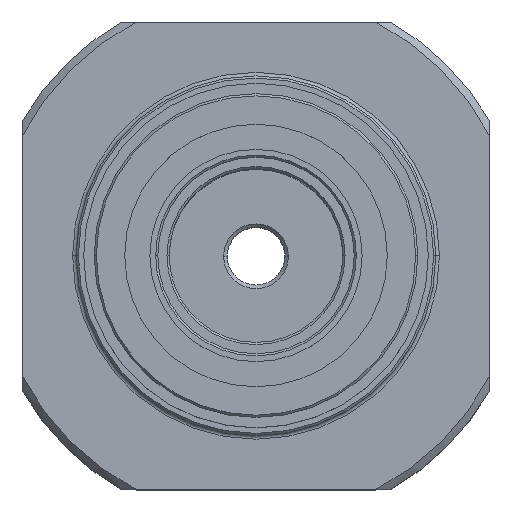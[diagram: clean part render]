
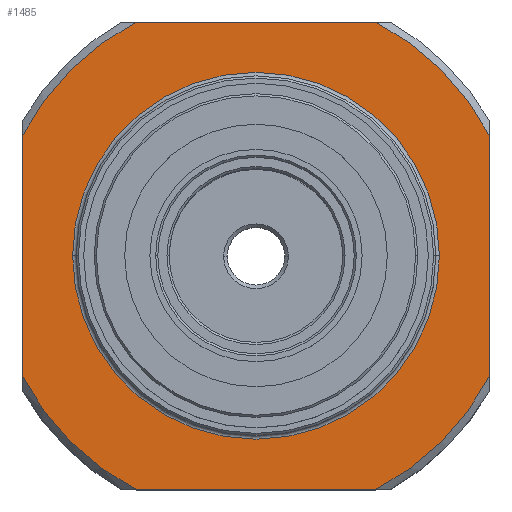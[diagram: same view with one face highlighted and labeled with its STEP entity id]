
A CAD part, top view. The second image highlights one B-rep face of the part: STEP entity #1485.
In plain terms, the highlighted planar face has unit normal (0, 0, 1).
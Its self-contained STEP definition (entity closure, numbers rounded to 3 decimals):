
#414=CARTESIAN_POINT('Vertex',(25.5,0.,71.)) ;
#417=CARTESIAN_POINT('Axis2P3D Location',(0.,0.,71.)) ;
#421=CARTESIAN_POINT('Vertex',(-25.5,0.,71.)) ;
#446=CARTESIAN_POINT('Axis2P3D Location',(0.,0.,71.)) ;
#1201=CARTESIAN_POINT('Axis2P3D Location',(0.,0.,71.)) ;
#1205=CARTESIAN_POINT('Vertex',(-32.5,-16.613,71.)) ;
#1207=CARTESIAN_POINT('Vertex',(-16.613,-32.5,71.)) ;
#1260=CARTESIAN_POINT('Line Origine',(0.,-32.5,71.)) ;
#1264=CARTESIAN_POINT('Vertex',(16.613,-32.5,71.)) ;
#1295=CARTESIAN_POINT('Axis2P3D Location',(0.,0.,71.)) ;
#1299=CARTESIAN_POINT('Vertex',(32.5,-16.613,71.)) ;
#1346=CARTESIAN_POINT('Line Origine',(32.5,0.,71.)) ;
#1350=CARTESIAN_POINT('Vertex',(32.5,16.613,71.)) ;
#1377=CARTESIAN_POINT('Axis2P3D Location',(0.,0.,71.)) ;
#1381=CARTESIAN_POINT('Vertex',(16.613,32.5,71.)) ;
#1428=CARTESIAN_POINT('Line Origine',(-32.5,0.,71.)) ;
#1432=CARTESIAN_POINT('Vertex',(-32.5,16.613,71.)) ;
#1454=CARTESIAN_POINT('Axis2P3D Location',(0.,0.,71.)) ;
#1459=CARTESIAN_POINT('Line Origine',(0.,32.5,71.)) ;
#1463=CARTESIAN_POINT('Vertex',(-16.613,32.5,71.)) ;
#1466=CARTESIAN_POINT('Axis2P3D Location',(0.,0.,71.)) ;
#1262=VECTOR('Line Direction',#1261,1.) ;
#1348=VECTOR('Line Direction',#1347,1.) ;
#1430=VECTOR('Line Direction',#1429,1.) ;
#1461=VECTOR('Line Direction',#1460,1.) ;
#418=DIRECTION('Axis2P3D Direction',(-0.,0.,1.)) ;
#447=DIRECTION('Axis2P3D Direction',(0.,-0.,1.)) ;
#1202=DIRECTION('Axis2P3D Direction',(0.,0.,1.)) ;
#1261=DIRECTION('Vector Direction',(-1.,0.,0.)) ;
#1296=DIRECTION('Axis2P3D Direction',(0.,0.,1.)) ;
#1347=DIRECTION('Vector Direction',(0.,-1.,0.)) ;
#1378=DIRECTION('Axis2P3D Direction',(-0.,0.,1.)) ;
#1429=DIRECTION('Vector Direction',(0.,1.,0.)) ;
#1455=DIRECTION('Axis2P3D Direction',(0.,0.,1.)) ;
#1456=DIRECTION('Axis2P3D XDirection',(1.,0.,0.)) ;
#1460=DIRECTION('Vector Direction',(1.,0.,0.)) ;
#1467=DIRECTION('Axis2P3D Direction',(0.,0.,1.)) ;
#419=AXIS2_PLACEMENT_3D('Circle Axis2P3D',#417,#418,$) ;
#448=AXIS2_PLACEMENT_3D('Circle Axis2P3D',#446,#447,$) ;
#1203=AXIS2_PLACEMENT_3D('Circle Axis2P3D',#1201,#1202,$) ;
#1297=AXIS2_PLACEMENT_3D('Circle Axis2P3D',#1295,#1296,$) ;
#1379=AXIS2_PLACEMENT_3D('Circle Axis2P3D',#1377,#1378,$) ;
#1457=AXIS2_PLACEMENT_3D('Plane Axis2P3D',#1454,#1455,#1456) ;
#1468=AXIS2_PLACEMENT_3D('Circle Axis2P3D',#1466,#1467,$) ;
#1263=LINE('Line',#1260,#1262) ;
#1349=LINE('Line',#1346,#1348) ;
#1431=LINE('Line',#1428,#1430) ;
#1462=LINE('Line',#1459,#1461) ;
#420=CIRCLE('generated circle',#419,25.5) ;
#449=CIRCLE('generated circle',#448,25.5) ;
#1204=CIRCLE('generated circle',#1203,36.5) ;
#1298=CIRCLE('generated circle',#1297,36.5) ;
#1380=CIRCLE('generated circle',#1379,36.5) ;
#1469=CIRCLE('generated circle',#1468,36.5) ;
#1458=PLANE('',#1457) ;
#1484=FACE_BOUND('',#1481,.T.) ;
#423=EDGE_CURVE('',#422,#415,#420,.F.) ;
#450=EDGE_CURVE('',#415,#422,#449,.F.) ;
#1209=EDGE_CURVE('',#1206,#1208,#1204,.T.) ;
#1266=EDGE_CURVE('',#1265,#1208,#1263,.T.) ;
#1301=EDGE_CURVE('',#1265,#1300,#1298,.T.) ;
#1352=EDGE_CURVE('',#1351,#1300,#1349,.T.) ;
#1383=EDGE_CURVE('',#1351,#1382,#1380,.T.) ;
#1434=EDGE_CURVE('',#1206,#1433,#1431,.T.) ;
#1465=EDGE_CURVE('',#1464,#1382,#1462,.T.) ;
#1470=EDGE_CURVE('',#1464,#1433,#1469,.T.) ;
#1471=EDGE_LOOP('',(#1472,#1473,#1474,#1475,#1476,#1477,#1478,#1479)) ;
#1481=EDGE_LOOP('',(#1482,#1483)) ;
#1472=ORIENTED_EDGE('',*,*,#1434,.F.) ;
#1473=ORIENTED_EDGE('',*,*,#1209,.T.) ;
#1474=ORIENTED_EDGE('',*,*,#1266,.F.) ;
#1475=ORIENTED_EDGE('',*,*,#1301,.T.) ;
#1476=ORIENTED_EDGE('',*,*,#1352,.F.) ;
#1477=ORIENTED_EDGE('',*,*,#1383,.T.) ;
#1478=ORIENTED_EDGE('',*,*,#1465,.F.) ;
#1479=ORIENTED_EDGE('',*,*,#1470,.T.) ;
#1482=ORIENTED_EDGE('',*,*,#423,.T.) ;
#1483=ORIENTED_EDGE('',*,*,#450,.T.) ;
#415=VERTEX_POINT('',#414) ;
#422=VERTEX_POINT('',#421) ;
#1206=VERTEX_POINT('',#1205) ;
#1208=VERTEX_POINT('',#1207) ;
#1265=VERTEX_POINT('',#1264) ;
#1300=VERTEX_POINT('',#1299) ;
#1351=VERTEX_POINT('',#1350) ;
#1382=VERTEX_POINT('',#1381) ;
#1433=VERTEX_POINT('',#1432) ;
#1464=VERTEX_POINT('',#1463) ;
#1485=ADVANCED_FACE('Corps principal',(#1480,#1484),#1458,.T.) ;
#1480=FACE_OUTER_BOUND('',#1471,.T.) ;
